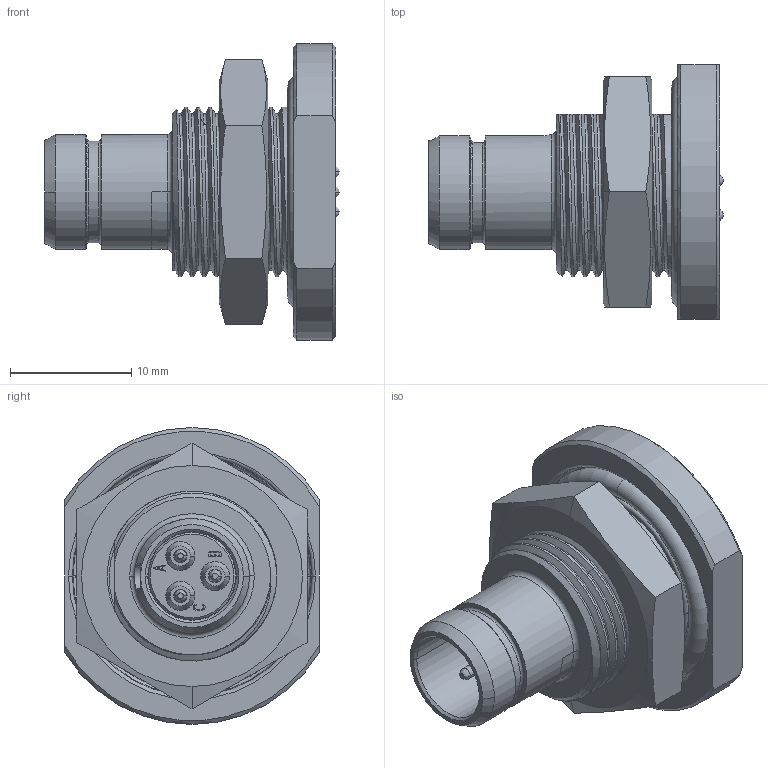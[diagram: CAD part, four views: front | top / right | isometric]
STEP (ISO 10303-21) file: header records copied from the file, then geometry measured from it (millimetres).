
FILE_DESCRIPTION((''),'2;1');
FILE_NAME('1332EV003MY','2024-07-24T14:00:07',('paultorloting'),('NET AG system integration'),'CREO PARAMETRIC BY PTC INC, 2021404','CREO PARAMETRIC BY PTC INC, 2021404','');
FILE_SCHEMA(('AUTOMOTIVE_DESIGN { 1 0 10303 214 1 1 1 1 }'));
Length unit declared in the file: millimetre
Products named in the file (1): 1332EV003MY
Bounding box: 24.28 x 21 x 24.5 mm (x, y, z)
Volume: 3376.7 mm3; surface area: 3593.1 mm2
Topology: 1 solids, 4 shells, 483 faces, 1255 edges, 813 vertices
Faces by surface type: plane 275, cylinder 98, bspline 39, cone 33, torus 32, sphere 6
Entity records: 21979 total; most frequent: CARTESIAN_POINT 7576, ORIENTED_EDGE 2498, DIRECTION 2294, EDGE_CURVE 1249, VERTEX_POINT 813, VECTOR 769, LINE 769, AXIS2_PLACEMENT_3D 761
